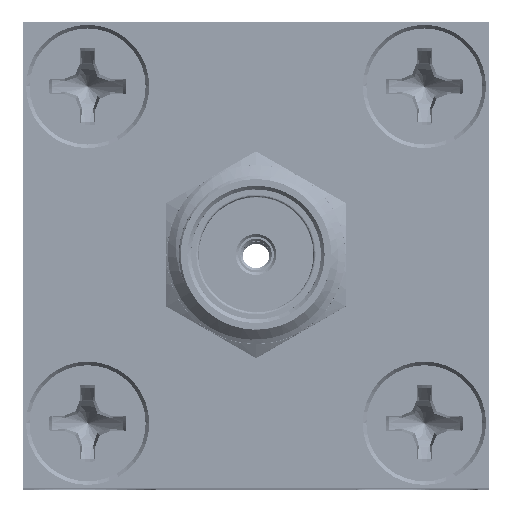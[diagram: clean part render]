
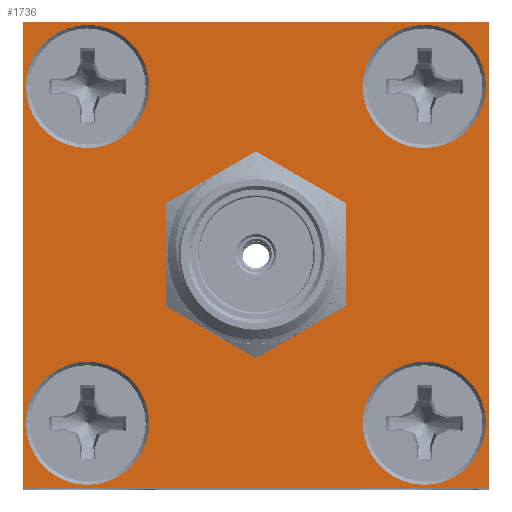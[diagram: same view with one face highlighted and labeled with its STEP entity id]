
A CAD part, top view. The second image highlights one B-rep face of the part: STEP entity #1736.
In plain terms, the highlighted planar face has unit normal (0, 0, 1).
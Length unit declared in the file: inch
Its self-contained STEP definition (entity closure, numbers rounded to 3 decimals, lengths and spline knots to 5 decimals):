
#99 = FACE_BOUND ( 'NONE', #2309, .T. ) ;
#422 = DIRECTION ( 'NONE',  ( 1., 0., 0. ) ) ;
#607 = VERTEX_POINT ( 'NONE', #6330 ) ;
#752 = DIRECTION ( 'NONE',  ( 0., -1., 0. ) ) ;
#762 = ORIENTED_EDGE ( 'NONE', *, *, #16653, .F. ) ;
#1242 = ORIENTED_EDGE ( 'NONE', *, *, #12415, .F. ) ;
#1432 = CARTESIAN_POINT ( 'NONE',  ( 0.235, -0.235, 0. ) ) ;
#1439 = AXIS2_PLACEMENT_3D ( 'NONE', #17849, #4548, #13605 ) ;
#1555 = DIRECTION ( 'NONE',  ( 1., 0., 0. ) ) ;
#1736 = ADVANCED_FACE ( 'NONE', ( #11160, #5460, #14773, #99, #7426, #20507 ), #13277, .T. ) ;
#2044 = VERTEX_POINT ( 'NONE', #21866 ) ;
#2176 = CIRCLE ( 'NONE', #12824, 0.086 ) ;
#2309 = EDGE_LOOP ( 'NONE', ( #7565, #762 ) ) ;
#2457 = EDGE_CURVE ( 'NONE', #9055, #20425, #20880, .T. ) ;
#2544 = CARTESIAN_POINT ( 'NONE',  ( 0.235, -0.235, 0. ) ) ;
#2562 = ORIENTED_EDGE ( 'NONE', *, *, #12982, .F. ) ;
#2839 = EDGE_CURVE ( 'NONE', #607, #14004, #17794, .T. ) ;
#2932 = DIRECTION ( 'NONE',  ( 0., 0., 1. ) ) ;
#2957 = DIRECTION ( 'NONE',  ( 1., 0., 0. ) ) ;
#3053 = CARTESIAN_POINT ( 'NONE',  ( -0.235, -0.235, 0. ) ) ;
#3341 = ORIENTED_EDGE ( 'NONE', *, *, #16555, .F. ) ;
#3827 = CIRCLE ( 'NONE', #14112, 0.086 ) ;
#3860 = AXIS2_PLACEMENT_3D ( 'NONE', #1432, #5420, #1555 ) ;
#4025 = CARTESIAN_POINT ( 'NONE',  ( 0., 0., 0. ) ) ;
#4328 = EDGE_LOOP ( 'NONE', ( #2562, #3341 ) ) ;
#4410 = EDGE_LOOP ( 'NONE', ( #6788, #21732 ) ) ;
#4548 = DIRECTION ( 'NONE',  ( 0., 0., 1. ) ) ;
#4926 = ORIENTED_EDGE ( 'NONE', *, *, #15090, .F. ) ;
#5139 = AXIS2_PLACEMENT_3D ( 'NONE', #4025, #23045, #7486 ) ;
#5326 = VERTEX_POINT ( 'NONE', #24255 ) ;
#5420 = DIRECTION ( 'NONE',  ( 0., 0., 1. ) ) ;
#5431 = CARTESIAN_POINT ( 'NONE',  ( -0.325, -0.325, 0. ) ) ;
#5460 = FACE_BOUND ( 'NONE', #10443, .T. ) ;
#5538 = CIRCLE ( 'NONE', #5139, 0.1125 ) ;
#5668 = CARTESIAN_POINT ( 'NONE',  ( 0.321, -0.235, 0. ) ) ;
#5767 = AXIS2_PLACEMENT_3D ( 'NONE', #9669, #7677, #19023 ) ;
#6074 = VERTEX_POINT ( 'NONE', #19166 ) ;
#6330 = CARTESIAN_POINT ( 'NONE',  ( -0.325, 0.325, 0. ) ) ;
#6331 = CARTESIAN_POINT ( 'NONE',  ( 0.325, 0.325, 0. ) ) ;
#6482 = CARTESIAN_POINT ( 'NONE',  ( 0.325, 0.325, 0. ) ) ;
#6662 = CARTESIAN_POINT ( 'NONE',  ( -0.321, 0.235, 0. ) ) ;
#6740 = ORIENTED_EDGE ( 'NONE', *, *, #2839, .T. ) ;
#6788 = ORIENTED_EDGE ( 'NONE', *, *, #18444, .F. ) ;
#6861 = VERTEX_POINT ( 'NONE', #9285 ) ;
#6946 = ORIENTED_EDGE ( 'NONE', *, *, #21913, .F. ) ;
#7065 = VECTOR ( 'NONE', #17561, 39.37008 ) ;
#7381 = CIRCLE ( 'NONE', #1439, 0.1125 ) ;
#7426 = FACE_BOUND ( 'NONE', #4410, .T. ) ;
#7486 = DIRECTION ( 'NONE',  ( 1., 0., 0. ) ) ;
#7511 = DIRECTION ( 'NONE',  ( 0., 0., 1. ) ) ;
#7565 = ORIENTED_EDGE ( 'NONE', *, *, #2457, .F. ) ;
#7677 = DIRECTION ( 'NONE',  ( 0., 0., 1. ) ) ;
#8141 = VERTEX_POINT ( 'NONE', #13167 ) ;
#8196 = AXIS2_PLACEMENT_3D ( 'NONE', #17093, #7511, #22950 ) ;
#8325 = DIRECTION ( 'NONE',  ( -1., 0., 0. ) ) ;
#8547 = EDGE_LOOP ( 'NONE', ( #16872, #18688, #6740, #20606 ) ) ;
#9055 = VERTEX_POINT ( 'NONE', #23485 ) ;
#9285 = CARTESIAN_POINT ( 'NONE',  ( 0.325, -0.325, 0. ) ) ;
#9669 = CARTESIAN_POINT ( 'NONE',  ( 0., 0., 0. ) ) ;
#9905 = CARTESIAN_POINT ( 'NONE',  ( -0.1125, 0., 0. ) ) ;
#10443 = EDGE_LOOP ( 'NONE', ( #17233, #6946 ) ) ;
#10492 = CARTESIAN_POINT ( 'NONE',  ( -0.325, -0.325, 0. ) ) ;
#10495 = DIRECTION ( 'NONE',  ( 1., 0., 0. ) ) ;
#10576 = CIRCLE ( 'NONE', #3860, 0.086 ) ;
#11127 = VECTOR ( 'NONE', #8325, 39.37008 ) ;
#11160 = FACE_BOUND ( 'NONE', #14414, .T. ) ;
#11641 = CIRCLE ( 'NONE', #23971, 0.086 ) ;
#11940 = LINE ( 'NONE', #6482, #7065 ) ;
#11952 = DIRECTION ( 'NONE',  ( 1., 0., 0. ) ) ;
#12415 = EDGE_CURVE ( 'NONE', #14781, #2044, #2176, .T. ) ;
#12543 = CARTESIAN_POINT ( 'NONE',  ( -0.325, 0.325, 0. ) ) ;
#12824 = AXIS2_PLACEMENT_3D ( 'NONE', #23833, #19632, #2957 ) ;
#12982 = EDGE_CURVE ( 'NONE', #21267, #15004, #11641, .T. ) ;
#13167 = CARTESIAN_POINT ( 'NONE',  ( 0.149, 0.235, 0. ) ) ;
#13277 = PLANE ( 'NONE',  #5767 ) ;
#13605 = DIRECTION ( 'NONE',  ( 1., 0., 0. ) ) ;
#13905 = EDGE_CURVE ( 'NONE', #19149, #5326, #7381, .T. ) ;
#14004 = VERTEX_POINT ( 'NONE', #10492 ) ;
#14112 = AXIS2_PLACEMENT_3D ( 'NONE', #15933, #19818, #11952 ) ;
#14222 = DIRECTION ( 'NONE',  ( 1., 0., 0. ) ) ;
#14414 = EDGE_LOOP ( 'NONE', ( #4926, #1242 ) ) ;
#14773 = FACE_BOUND ( 'NONE', #4328, .T. ) ;
#14781 = VERTEX_POINT ( 'NONE', #6662 ) ;
#15001 = EDGE_CURVE ( 'NONE', #14004, #6861, #18616, .T. ) ;
#15004 = VERTEX_POINT ( 'NONE', #23179 ) ;
#15090 = EDGE_CURVE ( 'NONE', #2044, #14781, #3827, .T. ) ;
#15570 = AXIS2_PLACEMENT_3D ( 'NONE', #19973, #2932, #10495 ) ;
#15933 = CARTESIAN_POINT ( 'NONE',  ( -0.235, 0.235, 0. ) ) ;
#16423 = DIRECTION ( 'NONE',  ( 0., 0., 1. ) ) ;
#16555 = EDGE_CURVE ( 'NONE', #15004, #21267, #10576, .T. ) ;
#16653 = EDGE_CURVE ( 'NONE', #20425, #9055, #18949, .T. ) ;
#16872 = ORIENTED_EDGE ( 'NONE', *, *, #17338, .T. ) ;
#17093 = CARTESIAN_POINT ( 'NONE',  ( -0.235, -0.235, 0. ) ) ;
#17159 = CIRCLE ( 'NONE', #23909, 0.086 ) ;
#17233 = ORIENTED_EDGE ( 'NONE', *, *, #22596, .F. ) ;
#17338 = EDGE_CURVE ( 'NONE', #6861, #22299, #11940, .T. ) ;
#17561 = DIRECTION ( 'NONE',  ( 0., 1., 0. ) ) ;
#17574 = DIRECTION ( 'NONE',  ( 1., 0., 0. ) ) ;
#17794 = LINE ( 'NONE', #21658, #18512 ) ;
#17849 = CARTESIAN_POINT ( 'NONE',  ( 0., 0., 0. ) ) ;
#18103 = DIRECTION ( 'NONE',  ( 0., 0., 1. ) ) ;
#18444 = EDGE_CURVE ( 'NONE', #5326, #19149, #5538, .T. ) ;
#18512 = VECTOR ( 'NONE', #752, 39.37008 ) ;
#18616 = LINE ( 'NONE', #5431, #24450 ) ;
#18688 = ORIENTED_EDGE ( 'NONE', *, *, #20227, .T. ) ;
#18949 = CIRCLE ( 'NONE', #8196, 0.086 ) ;
#19023 = DIRECTION ( 'NONE',  ( 1., 0., 0. ) ) ;
#19149 = VERTEX_POINT ( 'NONE', #9905 ) ;
#19166 = CARTESIAN_POINT ( 'NONE',  ( 0.321, 0.235, 0. ) ) ;
#19233 = DIRECTION ( 'NONE',  ( 0., 0., 1. ) ) ;
#19402 = CARTESIAN_POINT ( 'NONE',  ( -0.321, -0.235, 0. ) ) ;
#19577 = CIRCLE ( 'NONE', #15570, 0.086 ) ;
#19632 = DIRECTION ( 'NONE',  ( 0., 0., 1. ) ) ;
#19818 = DIRECTION ( 'NONE',  ( 0., 0., 1. ) ) ;
#19973 = CARTESIAN_POINT ( 'NONE',  ( 0.235, 0.235, 0. ) ) ;
#20171 = CARTESIAN_POINT ( 'NONE',  ( 0.235, 0.235, 0. ) ) ;
#20227 = EDGE_CURVE ( 'NONE', #22299, #607, #21782, .T. ) ;
#20425 = VERTEX_POINT ( 'NONE', #19402 ) ;
#20507 = FACE_OUTER_BOUND ( 'NONE', #8547, .T. ) ;
#20606 = ORIENTED_EDGE ( 'NONE', *, *, #15001, .T. ) ;
#20880 = CIRCLE ( 'NONE', #24039, 0.086 ) ;
#21267 = VERTEX_POINT ( 'NONE', #5668 ) ;
#21658 = CARTESIAN_POINT ( 'NONE',  ( -0.325, 0.325, 0. ) ) ;
#21732 = ORIENTED_EDGE ( 'NONE', *, *, #13905, .F. ) ;
#21782 = LINE ( 'NONE', #12543, #11127 ) ;
#21866 = CARTESIAN_POINT ( 'NONE',  ( -0.149, 0.235, 0. ) ) ;
#21913 = EDGE_CURVE ( 'NONE', #8141, #6074, #17159, .T. ) ;
#22280 = DIRECTION ( 'NONE',  ( 1., 0., 0. ) ) ;
#22299 = VERTEX_POINT ( 'NONE', #6331 ) ;
#22596 = EDGE_CURVE ( 'NONE', #6074, #8141, #19577, .T. ) ;
#22950 = DIRECTION ( 'NONE',  ( 1., 0., 0. ) ) ;
#23045 = DIRECTION ( 'NONE',  ( 0., 0., 1. ) ) ;
#23179 = CARTESIAN_POINT ( 'NONE',  ( 0.149, -0.235, 0. ) ) ;
#23485 = CARTESIAN_POINT ( 'NONE',  ( -0.149, -0.235, 0. ) ) ;
#23833 = CARTESIAN_POINT ( 'NONE',  ( -0.235, 0.235, 0. ) ) ;
#23909 = AXIS2_PLACEMENT_3D ( 'NONE', #20171, #16423, #22280 ) ;
#23971 = AXIS2_PLACEMENT_3D ( 'NONE', #2544, #19233, #422 ) ;
#24039 = AXIS2_PLACEMENT_3D ( 'NONE', #3053, #18103, #14222 ) ;
#24255 = CARTESIAN_POINT ( 'NONE',  ( 0.1125, 0., 0. ) ) ;
#24450 = VECTOR ( 'NONE', #17574, 39.37008 ) ;
